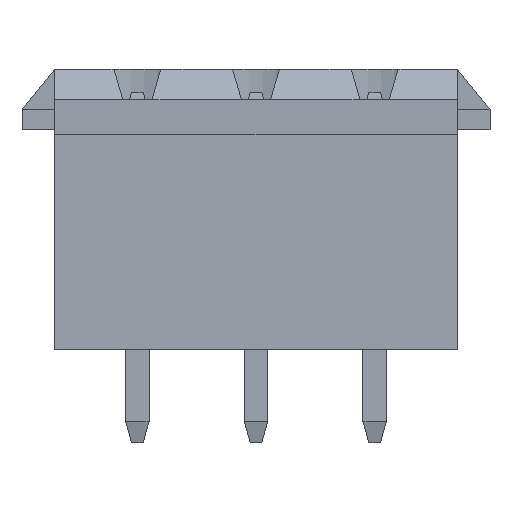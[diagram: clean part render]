
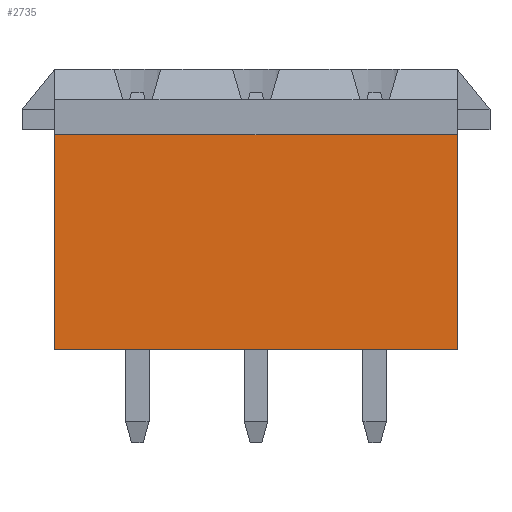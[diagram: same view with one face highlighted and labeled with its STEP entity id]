
A CAD part, front view. The second image highlights one B-rep face of the part: STEP entity #2735.
In plain terms, the highlighted planar face has unit normal (0, -1, 0).
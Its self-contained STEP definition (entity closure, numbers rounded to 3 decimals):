
#273=ORIENTED_EDGE('',*,*,#869,.F.);
#274=ORIENTED_EDGE('',*,*,#1027,.F.);
#275=ORIENTED_EDGE('',*,*,#1030,.T.);
#276=ORIENTED_EDGE('',*,*,#1031,.T.);
#869=EDGE_CURVE('',#1264,#1265,#1523,.T.);
#1027=EDGE_CURVE('',#1393,#1264,#1669,.T.);
#1030=EDGE_CURVE('',#1393,#1395,#1672,.T.);
#1031=EDGE_CURVE('',#1395,#1265,#1673,.T.);
#1264=VERTEX_POINT('',#3799);
#1265=VERTEX_POINT('',#3801);
#1393=VERTEX_POINT('',#4107);
#1395=VERTEX_POINT('',#4114);
#1523=LINE('',#3800,#1897);
#1669=LINE('',#4108,#2043);
#1672=LINE('',#4113,#2046);
#1673=LINE('',#4115,#2047);
#1897=VECTOR('',#3072,1000.);
#2043=VECTOR('',#3284,1000.);
#2046=VECTOR('',#3289,1000.);
#2047=VECTOR('',#3290,1000.);
#2282=EDGE_LOOP('',(#273,#274,#275,#276));
#2440=FACE_BOUND('',#2282,.T.);
#2595=PLANE('',#2920);
#2735=ADVANCED_FACE('',(#2440),#2595,.T.);
#2920=AXIS2_PLACEMENT_3D('',#4112,#3287,#3288);
#3072=DIRECTION('',(0.,0.,1.));
#3284=DIRECTION('',(-1.,0.,0.));
#3287=DIRECTION('',(0.,-1.,0.));
#3288=DIRECTION('',(0.,0.,-1.));
#3289=DIRECTION('',(0.,0.,1.));
#3290=DIRECTION('',(-1.,0.,0.));
#3799=CARTESIAN_POINT('',(-8.62,-3.9,-6.));
#3800=CARTESIAN_POINT('',(-8.62,-3.9,-6.));
#3801=CARTESIAN_POINT('',(-8.62,-3.9,3.2));
#4107=CARTESIAN_POINT('',(8.62,-3.9,-6.));
#4108=CARTESIAN_POINT('',(8.62,-3.9,-6.));
#4112=CARTESIAN_POINT('',(8.62,-3.9,-6.));
#4113=CARTESIAN_POINT('',(8.62,-3.9,-6.));
#4114=CARTESIAN_POINT('',(8.62,-3.9,3.2));
#4115=CARTESIAN_POINT('',(8.62,-3.9,3.2));
